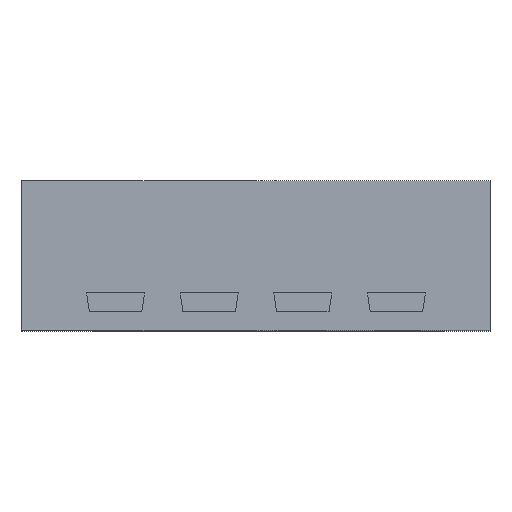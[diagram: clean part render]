
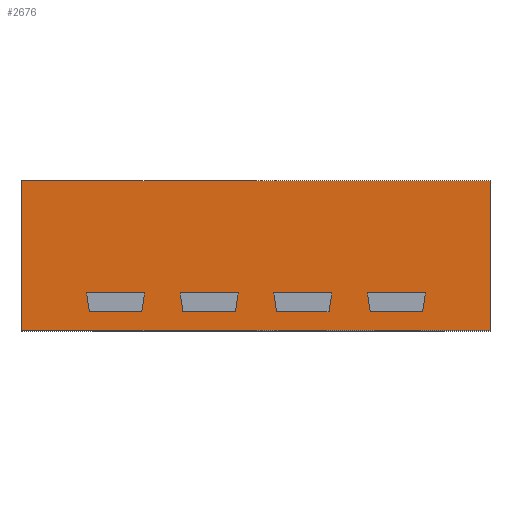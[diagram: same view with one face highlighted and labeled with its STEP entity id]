
A CAD part, top view. The second image highlights one B-rep face of the part: STEP entity #2676.
In plain terms, the highlighted planar face has unit normal (0, 0, 1).
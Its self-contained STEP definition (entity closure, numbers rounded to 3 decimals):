
#52=DIRECTION('',(1.,0.,0.));
#53=VECTOR('',#52,2.5);
#54=CARTESIAN_POINT('',(-1.25,0.,1.5));
#55=LINE('',#54,#53);
#536=DIRECTION('',(0.,1.,0.));
#537=VECTOR('',#536,0.8);
#538=CARTESIAN_POINT('',(1.25,0.,1.5));
#539=LINE('',#538,#537);
#599=DIRECTION('',(0.,1.,0.));
#600=VECTOR('',#599,0.8);
#601=CARTESIAN_POINT('',(-1.25,0.,1.5));
#602=LINE('',#601,#600);
#606=DIRECTION('',(1.,0.,0.));
#607=VECTOR('',#606,0.31);
#608=CARTESIAN_POINT('',(-0.905,0.2,1.5));
#609=LINE('',#608,#607);
#613=DIRECTION('',(-0.148,0.989,0.));
#614=VECTOR('',#613,0.101);
#615=CARTESIAN_POINT('',(-0.89,0.1,1.5));
#616=LINE('',#615,#614);
#620=DIRECTION('',(-1.,0.,0.));
#621=VECTOR('',#620,0.28);
#622=CARTESIAN_POINT('',(-0.61,0.1,1.5));
#623=LINE('',#622,#621);
#627=DIRECTION('',(0.148,0.989,0.));
#628=VECTOR('',#627,0.101);
#629=CARTESIAN_POINT('',(-0.61,0.1,1.5));
#630=LINE('',#629,#628);
#634=DIRECTION('',(1.,0.,0.));
#635=VECTOR('',#634,0.31);
#636=CARTESIAN_POINT('',(-0.405,0.2,1.5));
#637=LINE('',#636,#635);
#641=DIRECTION('',(-0.148,0.989,0.));
#642=VECTOR('',#641,0.101);
#643=CARTESIAN_POINT('',(-0.39,0.1,1.5));
#644=LINE('',#643,#642);
#648=DIRECTION('',(-1.,0.,0.));
#649=VECTOR('',#648,0.28);
#650=CARTESIAN_POINT('',(-0.11,0.1,1.5));
#651=LINE('',#650,#649);
#655=DIRECTION('',(0.148,0.989,0.));
#656=VECTOR('',#655,0.101);
#657=CARTESIAN_POINT('',(-0.11,0.1,1.5));
#658=LINE('',#657,#656);
#662=DIRECTION('',(1.,0.,0.));
#663=VECTOR('',#662,0.31);
#664=CARTESIAN_POINT('',(0.095,0.2,1.5));
#665=LINE('',#664,#663);
#669=DIRECTION('',(-0.148,0.989,0.));
#670=VECTOR('',#669,0.101);
#671=CARTESIAN_POINT('',(0.11,0.1,1.5));
#672=LINE('',#671,#670);
#676=DIRECTION('',(-1.,0.,0.));
#677=VECTOR('',#676,0.28);
#678=CARTESIAN_POINT('',(0.39,0.1,1.5));
#679=LINE('',#678,#677);
#683=DIRECTION('',(0.148,0.989,0.));
#684=VECTOR('',#683,0.101);
#685=CARTESIAN_POINT('',(0.39,0.1,1.5));
#686=LINE('',#685,#684);
#690=DIRECTION('',(1.,0.,0.));
#691=VECTOR('',#690,0.31);
#692=CARTESIAN_POINT('',(0.595,0.2,1.5));
#693=LINE('',#692,#691);
#697=DIRECTION('',(-0.148,0.989,0.));
#698=VECTOR('',#697,0.101);
#699=CARTESIAN_POINT('',(0.61,0.1,1.5));
#700=LINE('',#699,#698);
#704=DIRECTION('',(-1.,0.,0.));
#705=VECTOR('',#704,0.28);
#706=CARTESIAN_POINT('',(0.89,0.1,1.5));
#707=LINE('',#706,#705);
#711=DIRECTION('',(0.148,0.989,0.));
#712=VECTOR('',#711,0.101);
#713=CARTESIAN_POINT('',(0.89,0.1,1.5));
#714=LINE('',#713,#712);
#739=DIRECTION('',(1.,0.,0.));
#740=VECTOR('',#739,2.5);
#741=CARTESIAN_POINT('',(-1.25,0.8,1.5));
#742=LINE('',#741,#740);
#2020=CARTESIAN_POINT('',(-1.25,0.,1.5));
#2022=VERTEX_POINT('',#2020);
#2023=CARTESIAN_POINT('',(1.25,0.,1.5));
#2024=VERTEX_POINT('',#2023);
#2028=CARTESIAN_POINT('',(-1.25,0.8,1.5));
#2030=VERTEX_POINT('',#2028);
#2031=CARTESIAN_POINT('',(1.25,0.8,1.5));
#2032=VERTEX_POINT('',#2031);
#2111=CARTESIAN_POINT('',(-0.905,0.2,1.5));
#2112=CARTESIAN_POINT('',(-0.595,0.2,1.5));
#2113=VERTEX_POINT('',#2111);
#2114=VERTEX_POINT('',#2112);
#2115=CARTESIAN_POINT('',(-0.405,0.2,1.5));
#2116=CARTESIAN_POINT('',(-0.095,0.2,1.5));
#2117=VERTEX_POINT('',#2115);
#2118=VERTEX_POINT('',#2116);
#2119=CARTESIAN_POINT('',(0.095,0.2,1.5));
#2120=CARTESIAN_POINT('',(0.405,0.2,1.5));
#2121=VERTEX_POINT('',#2119);
#2122=VERTEX_POINT('',#2120);
#2123=CARTESIAN_POINT('',(0.595,0.2,1.5));
#2124=CARTESIAN_POINT('',(0.905,0.2,1.5));
#2125=VERTEX_POINT('',#2123);
#2126=VERTEX_POINT('',#2124);
#2127=CARTESIAN_POINT('',(0.61,0.1,1.5));
#2128=VERTEX_POINT('',#2127);
#2129=CARTESIAN_POINT('',(0.89,0.1,1.5));
#2130=VERTEX_POINT('',#2129);
#2131=CARTESIAN_POINT('',(0.11,0.1,1.5));
#2132=VERTEX_POINT('',#2131);
#2133=CARTESIAN_POINT('',(0.39,0.1,1.5));
#2134=VERTEX_POINT('',#2133);
#2135=CARTESIAN_POINT('',(-0.39,0.1,1.5));
#2136=VERTEX_POINT('',#2135);
#2137=CARTESIAN_POINT('',(-0.11,0.1,1.5));
#2138=VERTEX_POINT('',#2137);
#2139=CARTESIAN_POINT('',(-0.89,0.1,1.5));
#2140=VERTEX_POINT('',#2139);
#2141=CARTESIAN_POINT('',(-0.61,0.1,1.5));
#2142=VERTEX_POINT('',#2141);
#2624=CARTESIAN_POINT('',(-1.25,0.,1.5));
#2625=DIRECTION('',(0.,0.,1.));
#2626=DIRECTION('',(1.,0.,0.));
#2627=AXIS2_PLACEMENT_3D('',#2624,#2625,#2626);
#2628=PLANE('',#2627);
#2629=ORIENTED_EDGE('',*,*,#2394,.F.);
#2630=ORIENTED_EDGE('',*,*,#2511,.T.);
#2632=ORIENTED_EDGE('',*,*,#2631,.T.);
#2633=ORIENTED_EDGE('',*,*,#2596,.F.);
#2634=EDGE_LOOP('',(#2629,#2630,#2632,#2633));
#2635=FACE_OUTER_BOUND('',#2634,.F.);
#2637=ORIENTED_EDGE('',*,*,#2636,.F.);
#2639=ORIENTED_EDGE('',*,*,#2638,.F.);
#2641=ORIENTED_EDGE('',*,*,#2640,.F.);
#2643=ORIENTED_EDGE('',*,*,#2642,.T.);
#2644=EDGE_LOOP('',(#2637,#2639,#2641,#2643));
#2645=FACE_BOUND('',#2644,.F.);
#2647=ORIENTED_EDGE('',*,*,#2646,.F.);
#2649=ORIENTED_EDGE('',*,*,#2648,.F.);
#2651=ORIENTED_EDGE('',*,*,#2650,.F.);
#2653=ORIENTED_EDGE('',*,*,#2652,.T.);
#2654=EDGE_LOOP('',(#2647,#2649,#2651,#2653));
#2655=FACE_BOUND('',#2654,.F.);
#2657=ORIENTED_EDGE('',*,*,#2656,.F.);
#2659=ORIENTED_EDGE('',*,*,#2658,.F.);
#2661=ORIENTED_EDGE('',*,*,#2660,.F.);
#2663=ORIENTED_EDGE('',*,*,#2662,.T.);
#2664=EDGE_LOOP('',(#2657,#2659,#2661,#2663));
#2665=FACE_BOUND('',#2664,.F.);
#2667=ORIENTED_EDGE('',*,*,#2666,.F.);
#2669=ORIENTED_EDGE('',*,*,#2668,.F.);
#2671=ORIENTED_EDGE('',*,*,#2670,.F.);
#2673=ORIENTED_EDGE('',*,*,#2672,.T.);
#2674=EDGE_LOOP('',(#2667,#2669,#2671,#2673));
#2675=FACE_BOUND('',#2674,.F.);
#2676=ADVANCED_FACE('',(#2635,#2645,#2655,#2665,#2675),#2628,.T.);
#2394=EDGE_CURVE('',#2022,#2024,#55,.T.);
#2511=EDGE_CURVE('',#2022,#2030,#602,.T.);
#2596=EDGE_CURVE('',#2024,#2032,#539,.T.);
#2631=EDGE_CURVE('',#2030,#2032,#742,.T.);
#2636=EDGE_CURVE('',#2113,#2114,#609,.T.);
#2638=EDGE_CURVE('',#2140,#2113,#616,.T.);
#2640=EDGE_CURVE('',#2142,#2140,#623,.T.);
#2642=EDGE_CURVE('',#2142,#2114,#630,.T.);
#2646=EDGE_CURVE('',#2117,#2118,#637,.T.);
#2648=EDGE_CURVE('',#2136,#2117,#644,.T.);
#2650=EDGE_CURVE('',#2138,#2136,#651,.T.);
#2652=EDGE_CURVE('',#2138,#2118,#658,.T.);
#2656=EDGE_CURVE('',#2121,#2122,#665,.T.);
#2658=EDGE_CURVE('',#2132,#2121,#672,.T.);
#2660=EDGE_CURVE('',#2134,#2132,#679,.T.);
#2662=EDGE_CURVE('',#2134,#2122,#686,.T.);
#2666=EDGE_CURVE('',#2125,#2126,#693,.T.);
#2668=EDGE_CURVE('',#2128,#2125,#700,.T.);
#2670=EDGE_CURVE('',#2130,#2128,#707,.T.);
#2672=EDGE_CURVE('',#2130,#2126,#714,.T.);
